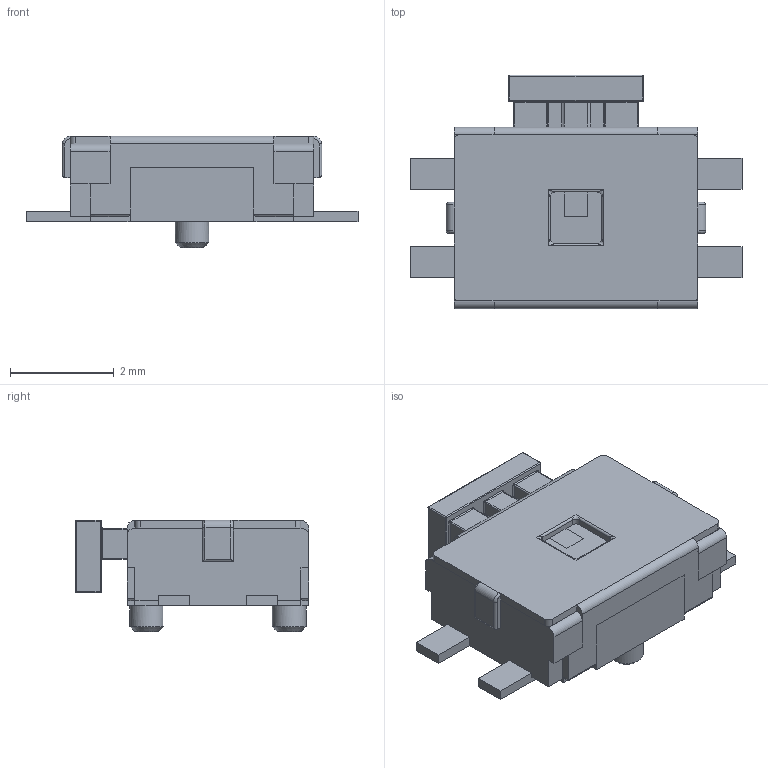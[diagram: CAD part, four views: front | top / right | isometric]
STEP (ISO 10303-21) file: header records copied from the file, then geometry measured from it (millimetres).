
FILE_DESCRIPTION(/* description */ ('model of Panasonic_EVQPUL_EVQPUC'),/* implementation_level */ '2;1');
FILE_NAME(/* name */ 'Panasonic_EVQPUL_EVQPUC.step',/* time_stamp */ '2020-10-28T17:47:59',/* author */ ('kicad StepUp','ksu'),/* organization */ ('FreeCAD'),/* preprocessor_version */ 'OCC',/* originating_system */ 'kicad StepUp',/* authorisation */ '');
FILE_SCHEMA(('AUTOMOTIVE_DESIGN { 1 0 10303 214 1 1 1 1 }'));
Length unit declared in the file: millimetre
Products named in the file (1): Panasonic_EVQPUL_EVQPUC
Bounding box: 6.4 x 4.5 x 2.15 mm (x, y, z)
Volume: 29.9 mm3; surface area: 80 mm2
Topology: 1 solids, 1 shells, 236 faces, 600 edges, 354 vertices
Faces by surface type: plane 118, cylinder 88, torus 12, sphere 12, bspline 4, cone 2
Full cylindrical faces by diameter (mm): 0.65 x2
Entity records: 9002 total; most frequent: CARTESIAN_POINT 1683, DIRECTION 1210, ORIENTED_EDGE 1168, EDGE_CURVE 584, LINE 408, VECTOR 408, AXIS2_PLACEMENT_3D 401, VERTEX_POINT 354
